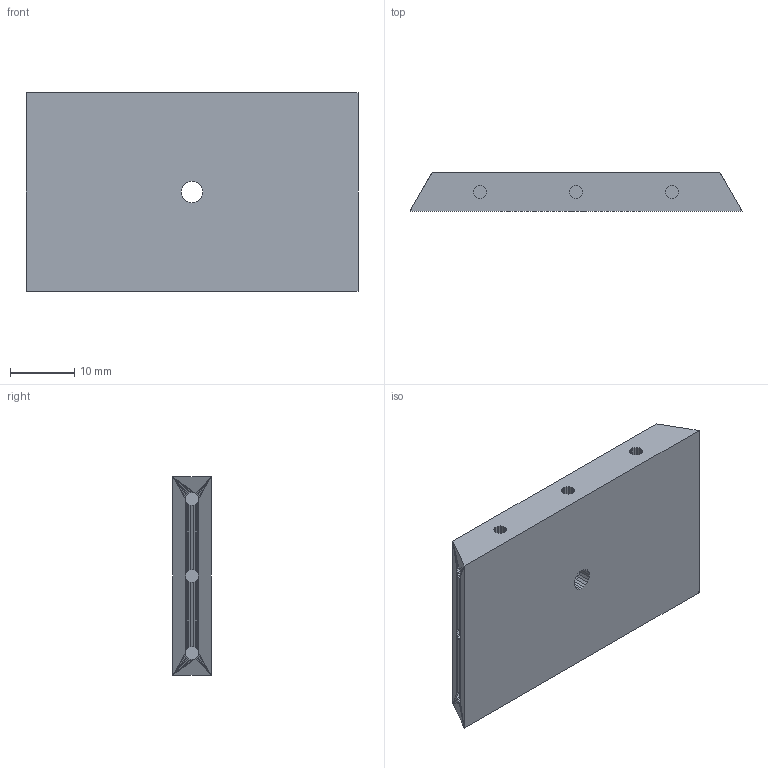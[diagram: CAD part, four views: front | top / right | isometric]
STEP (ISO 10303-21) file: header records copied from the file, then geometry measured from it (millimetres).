
FILE_DESCRIPTION(('FreeCAD Model'),'2;1');
FILE_NAME('Open CASCADE Shape Model','2024-02-27T23:30:02',(''),(''), 'Open CASCADE STEP processor 7.6','FreeCAD','Unknown');
FILE_SCHEMA(('AUTOMOTIVE_DESIGN { 1 0 10303 214 1 1 1 1 }'));
Length unit declared in the file: millimetre
Products named in the file (1): WheelWallThin001 (Solid)001
Bounding box: 51.83 x 6 x 31 mm (x, y, z)
Volume: 8556.9 mm3; surface area: 4744.6 mm2
Topology: 1 solids, 1 shells, 455 faces, 1127 edges, 681 vertices
Faces by surface type: plane 455
Entity records: 27590 total; most frequent: CARTESIAN_POINT 4518, DIRECTION 4293, LINE 3381, VECTOR 3381, ORIENTED_EDGE 2254, PCURVE 2254, DEFINITIONAL_REPRESENTATION 2254, EDGE_CURVE 1127
